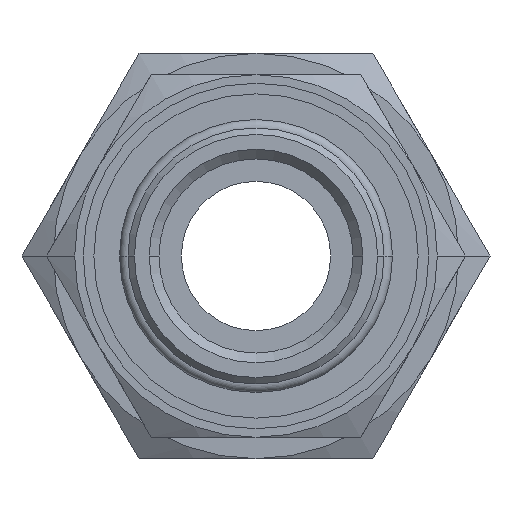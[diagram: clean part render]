
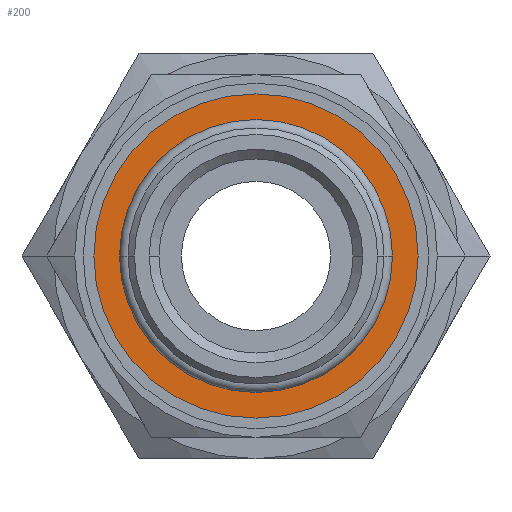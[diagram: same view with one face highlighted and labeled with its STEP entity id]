
A CAD part, front view. The second image highlights one B-rep face of the part: STEP entity #200.
In plain terms, the highlighted planar face has unit normal (0, -1, 0).
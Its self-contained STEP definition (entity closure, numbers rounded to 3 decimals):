
#200=ADVANCED_FACE('',(#433,#434),#435,.T.);
#433=FACE_OUTER_BOUND('',#698,.T.);
#434=FACE_BOUND('',#699,.T.);
#435=PLANE('',#700);
#698=EDGE_LOOP('',(#1205,#1206));
#699=EDGE_LOOP('',(#1207,#1208));
#700=AXIS2_PLACEMENT_3D('',#1209,#1210,#1211);
#1205=ORIENTED_EDGE('',*,*,#1725,.F.);
#1206=ORIENTED_EDGE('',*,*,#1718,.F.);
#1207=ORIENTED_EDGE('',*,*,#1726,.T.);
#1208=ORIENTED_EDGE('',*,*,#1712,.T.);
#1209=CARTESIAN_POINT('',(6.8,4.0,0.0));
#1210=DIRECTION('',(-0.0,-1.0,-0.0));
#1211=DIRECTION('',(-1.0,0.0,0.0));
#1712=EDGE_CURVE('',#2106,#2104,#2107,.T.);
#1718=EDGE_CURVE('',#2115,#2110,#2117,.T.);
#1725=EDGE_CURVE('',#2110,#2115,#2124,.T.);
#1726=EDGE_CURVE('',#2104,#2106,#2125,.T.);
#2104=VERTEX_POINT('',#2896);
#2106=VERTEX_POINT('',#2899);
#2107=CIRCLE('',#2900,6.0);
#2110=VERTEX_POINT('',#2904);
#2115=VERTEX_POINT('',#2910);
#2117=CIRCLE('',#2913,7.6);
#2124=CIRCLE('',#2953,7.6);
#2125=CIRCLE('',#2954,6.0);
#2896=CARTESIAN_POINT('',(6.0,4.0,0.0));
#2899=CARTESIAN_POINT('',(-6.0,4.0,0.));
#2900=AXIS2_PLACEMENT_3D('',#3378,#3379,#3380);
#2904=CARTESIAN_POINT('',(7.6,4.0,0.0));
#2910=CARTESIAN_POINT('',(-7.6,4.0,0.));
#2913=AXIS2_PLACEMENT_3D('',#3387,#3388,#3389);
#2953=AXIS2_PLACEMENT_3D('',#3390,#3391,#3392);
#2954=AXIS2_PLACEMENT_3D('',#3393,#3394,#3395);
#3378=CARTESIAN_POINT('',(0.0,4.0,0.0));
#3379=DIRECTION('',(-0.0,1.0,0.0));
#3380=DIRECTION('',(1.0,0.0,0.0));
#3387=CARTESIAN_POINT('',(0.0,4.0,0.0));
#3388=DIRECTION('',(-0.0,1.0,0.0));
#3389=DIRECTION('',(1.0,0.0,0.0));
#3390=CARTESIAN_POINT('',(0.0,4.0,0.0));
#3391=DIRECTION('',(-0.0,1.0,0.0));
#3392=DIRECTION('',(1.0,0.0,0.0));
#3393=CARTESIAN_POINT('',(0.0,4.0,0.0));
#3394=DIRECTION('',(-0.0,1.0,0.0));
#3395=DIRECTION('',(1.0,0.0,0.0));
